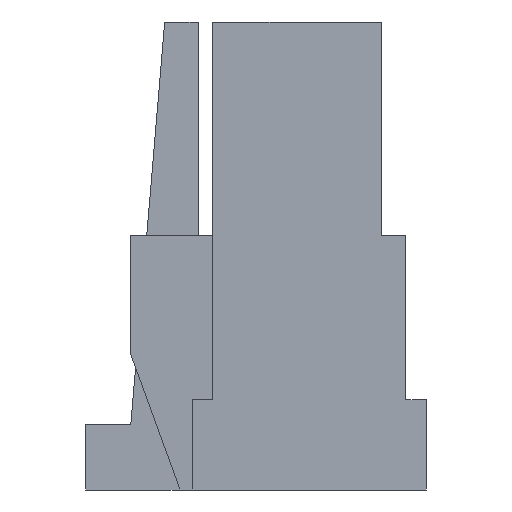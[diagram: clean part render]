
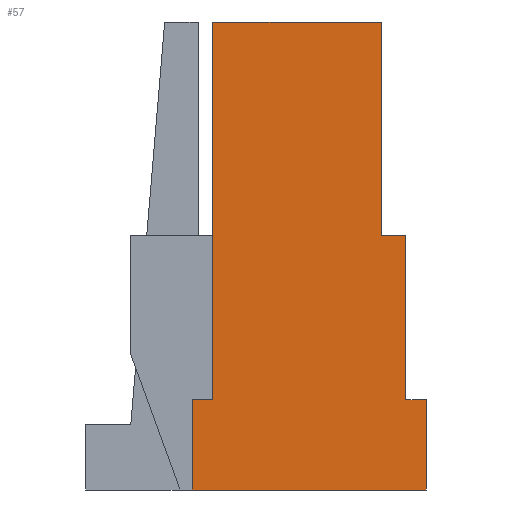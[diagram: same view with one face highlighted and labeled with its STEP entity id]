
A CAD part, left-side view. The second image highlights one B-rep face of the part: STEP entity #57.
In plain terms, the highlighted planar face has unit normal (-1, 0, 0).
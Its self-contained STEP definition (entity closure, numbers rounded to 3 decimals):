
#11 = EDGE_LOOP ( 'NONE', ( #2303, #2302, #2301, #2300, #2299, #2298, #2297, #2296, #2295, #2294 ) ) ;
#57 = ADVANCED_FACE ( 'NONE', ( #1809 ), #1988, .F. ) ;
#192 = CARTESIAN_POINT ( 'NONE',  ( -8.708, -1.417, 6.375 ) ) ;
#194 = DIRECTION ( 'NONE',  ( 0., -1., 0. ) ) ;
#243 = CARTESIAN_POINT ( 'NONE',  ( -8.708, -2.317, 8.375 ) ) ;
#263 = EDGE_CURVE ( 'NONE', #1005, #1012, #775, .T. ) ;
#355 = EDGE_CURVE ( 'NONE', #1880, #927, #406, .T. ) ;
#356 = EDGE_CURVE ( 'NONE', #927, #1886, #412, .T. ) ;
#357 = EDGE_CURVE ( 'NONE', #1883, #994, #414, .T. ) ;
#358 = EDGE_CURVE ( 'NONE', #1880, #1883, #416, .T. ) ;
#360 = EDGE_CURVE ( 'NONE', #1886, #1007, #418, .T. ) ;
#406 = LINE ( 'NONE', #2220, #415 ) ;
#412 = LINE ( 'NONE', #2234, #417 ) ;
#414 = LINE ( 'NONE', #2128, #419 ) ;
#415 = VECTOR ( 'NONE', #2130, 1000. ) ;
#416 = LINE ( 'NONE', #2131, #421 ) ;
#417 = VECTOR ( 'NONE', #2132, 1000. ) ;
#418 = LINE ( 'NONE', #2133, #425 ) ;
#419 = VECTOR ( 'NONE', #2134, 1000. ) ;
#421 = VECTOR ( 'NONE', #2136, 1000. ) ;
#425 = VECTOR ( 'NONE', #2140, 1000. ) ;
#472 = LINE ( 'NONE', #2178, #475 ) ;
#475 = VECTOR ( 'NONE', #1607, 1000. ) ;
#519 = CARTESIAN_POINT ( 'NONE',  ( -8.708, 0.133, 5.275 ) ) ;
#522 = CARTESIAN_POINT ( 'NONE',  ( -8.708, -2.717, 5.275 ) ) ;
#525 = CARTESIAN_POINT ( 'NONE',  ( -8.708, -0.117, 6.375 ) ) ;
#698 = CARTESIAN_POINT ( 'NONE',  ( -8.708, -0.117, 10.975 ) ) ;
#706 = EDGE_CURVE ( 'NONE', #869, #1008, #472, .T. ) ;
#708 = DIRECTION ( 'NONE',  ( 0., -1., 0. ) ) ;
#775 = LINE ( 'NONE', #2921, #778 ) ;
#778 = VECTOR ( 'NONE', #2923, 1000. ) ;
#847 = DIRECTION ( 'NONE',  ( 1., 0., 0. ) ) ;
#869 = VERTEX_POINT ( 'NONE', #1641 ) ;
#927 = VERTEX_POINT ( 'NONE', #1699 ) ;
#994 = VERTEX_POINT ( 'NONE', #1705 ) ;
#1005 = VERTEX_POINT ( 'NONE', #1714 ) ;
#1007 = VERTEX_POINT ( 'NONE', #1716 ) ;
#1008 = VERTEX_POINT ( 'NONE', #1717 ) ;
#1012 = VERTEX_POINT ( 'NONE', #1721 ) ;
#1421 = LINE ( 'NONE', #192, #1424 ) ;
#1424 = VECTOR ( 'NONE', #194, 1000. ) ;
#1607 = DIRECTION ( 'NONE',  ( 0., 0., -1. ) ) ;
#1641 = CARTESIAN_POINT ( 'NONE',  ( -8.708, -2.467, 8.375 ) ) ;
#1699 = CARTESIAN_POINT ( 'NONE',  ( -8.708, 0.133, 6.375 ) ) ;
#1705 = CARTESIAN_POINT ( 'NONE',  ( -8.708, -2.717, 6.375 ) ) ;
#1714 = CARTESIAN_POINT ( 'NONE',  ( -8.708, -2.167, 10.975 ) ) ;
#1716 = CARTESIAN_POINT ( 'NONE',  ( -8.708, -0.117, 10.975 ) ) ;
#1717 = CARTESIAN_POINT ( 'NONE',  ( -8.708, -2.467, 6.375 ) ) ;
#1721 = CARTESIAN_POINT ( 'NONE',  ( -8.708, -2.167, 8.375 ) ) ;
#1809 = FACE_OUTER_BOUND ( 'NONE', #11, .T. ) ;
#1880 = VERTEX_POINT ( 'NONE', #519 ) ;
#1883 = VERTEX_POINT ( 'NONE', #522 ) ;
#1886 = VERTEX_POINT ( 'NONE', #525 ) ;
#1988 = PLANE ( 'NONE',  #2492 ) ;
#2010 = DIRECTION ( 'NONE',  ( 0., 1., 0. ) ) ;
#2046 = CARTESIAN_POINT ( 'NONE',  ( -8.708, -1.417, 10.975 ) ) ;
#2047 = DIRECTION ( 'NONE',  ( 0., -1., 0. ) ) ;
#2128 = CARTESIAN_POINT ( 'NONE',  ( -8.708, -2.717, 5.825 ) ) ;
#2130 = DIRECTION ( 'NONE',  ( 0., 0., 1. ) ) ;
#2131 = CARTESIAN_POINT ( 'NONE',  ( -8.708, -1.217, 5.275 ) ) ;
#2132 = DIRECTION ( 'NONE',  ( 0., -1., 0. ) ) ;
#2133 = CARTESIAN_POINT ( 'NONE',  ( -8.708, -0.117, 8.125 ) ) ;
#2134 = DIRECTION ( 'NONE',  ( 0., 0., 1. ) ) ;
#2136 = DIRECTION ( 'NONE',  ( 0., -1., 0. ) ) ;
#2140 = DIRECTION ( 'NONE',  ( 0., 0., 1. ) ) ;
#2178 = CARTESIAN_POINT ( 'NONE',  ( -8.708, -2.467, 8.125 ) ) ;
#2220 = CARTESIAN_POINT ( 'NONE',  ( -8.708, 0.133, 0. ) ) ;
#2234 = CARTESIAN_POINT ( 'NONE',  ( -8.708, 0.133, 6.375 ) ) ;
#2294 = ORIENTED_EDGE ( 'NONE', *, *, #355, .F. ) ;
#2295 = ORIENTED_EDGE ( 'NONE', *, *, #356, .F. ) ;
#2296 = ORIENTED_EDGE ( 'NONE', *, *, #360, .F. ) ;
#2297 = ORIENTED_EDGE ( 'NONE', *, *, #2998, .F. ) ;
#2298 = ORIENTED_EDGE ( 'NONE', *, *, #263, .F. ) ;
#2299 = ORIENTED_EDGE ( 'NONE', *, *, #2979, .T. ) ;
#2300 = ORIENTED_EDGE ( 'NONE', *, *, #706, .F. ) ;
#2301 = ORIENTED_EDGE ( 'NONE', *, *, #2947, .F. ) ;
#2302 = ORIENTED_EDGE ( 'NONE', *, *, #357, .T. ) ;
#2303 = ORIENTED_EDGE ( 'NONE', *, *, #358, .T. ) ;
#2492 = AXIS2_PLACEMENT_3D ( 'NONE', #698, #847, #708 ) ;
#2727 = LINE ( 'NONE', #243, #2736 ) ;
#2736 = VECTOR ( 'NONE', #2010, 1000. ) ;
#2771 = LINE ( 'NONE', #2046, #2774 ) ;
#2774 = VECTOR ( 'NONE', #2047, 1000. ) ;
#2921 = CARTESIAN_POINT ( 'NONE',  ( -8.708, -2.167, 8.125 ) ) ;
#2923 = DIRECTION ( 'NONE',  ( 0., 0., -1. ) ) ;
#2947 = EDGE_CURVE ( 'NONE', #1008, #994, #1421, .T. ) ;
#2979 = EDGE_CURVE ( 'NONE', #869, #1012, #2727, .T. ) ;
#2998 = EDGE_CURVE ( 'NONE', #1007, #1005, #2771, .T. ) ;
